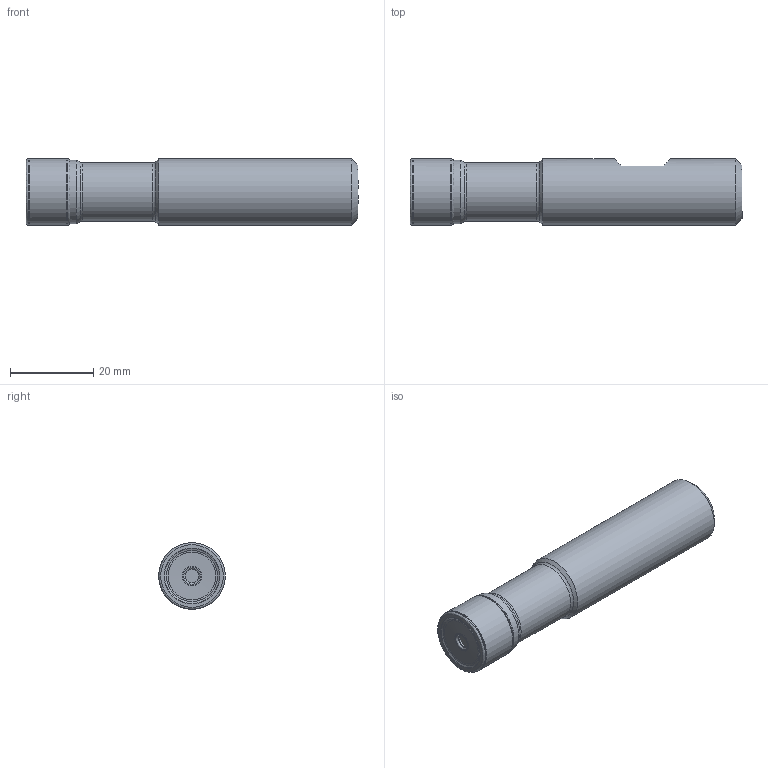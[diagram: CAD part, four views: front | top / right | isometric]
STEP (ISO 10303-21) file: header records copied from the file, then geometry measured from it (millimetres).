
FILE_DESCRIPTION(/* description */ (''),/* implementation_level */ '2;1');
FILE_NAME(/* name */ '16A2R032B16_SAP10D_C_SIM.stp',/* time_stamp */ '2020-01-10T09:13:28+01:00',/* author */ (''),/* organization */ (''),/* preprocessor_version */ 'ST-DEVELOPER v16.7',/* originating_system */ 'SIEMENS PLM Software NX 12.0',/* authorisation */ '');
FILE_SCHEMA (('AUTOMOTIVE_DESIGN { 1 0 10303 214 3 1 1 1 }'));
Length unit declared in the file: millimetre
Products named in the file (1): wq703AA4ECEFvmtg
Bounding box: 79.96 x 16.04 x 16.04 mm (x, y, z)
Volume: 14834.6 mm3; surface area: 6499.1 mm2
Topology: 2 solids, 2 shells, 50 faces, 116 edges, 66 vertices
Faces by surface type: revolution 23, cone 12, cylinder 6, plane 6, torus 3
Full cylindrical faces by diameter (mm): 2.5 x2, 6 x1, 14 x1, 15.38 x1, 16 x1
Entity records: 1471 total; most frequent: CARTESIAN_POINT 510, DIRECTION 183, ORIENTED_EDGE 128, EDGE_LOOP 94, FACE_BOUND 89, AXIS2_PLACEMENT_3D 78, EDGE_CURVE 64, VERTEX_POINT 57
